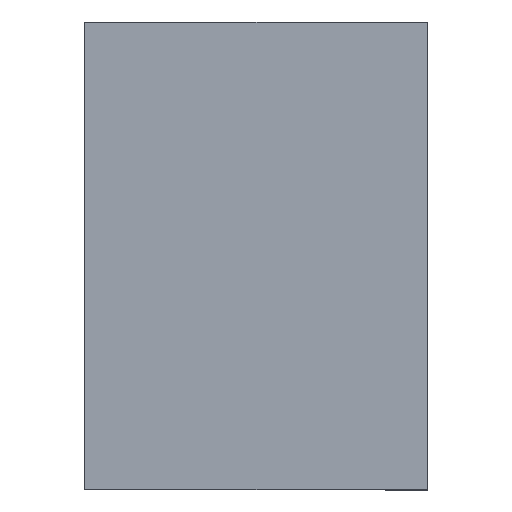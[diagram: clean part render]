
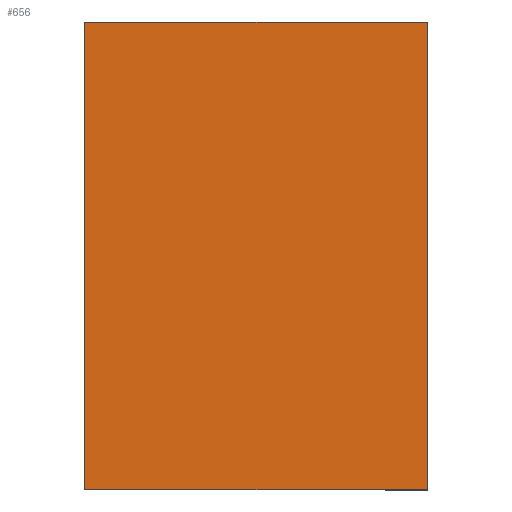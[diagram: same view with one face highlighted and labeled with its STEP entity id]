
A CAD part, top view. The second image highlights one B-rep face of the part: STEP entity #656.
In plain terms, the highlighted planar face has unit normal (0, 0, 1).
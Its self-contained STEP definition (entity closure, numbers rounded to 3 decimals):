
#166 = CARTESIAN_POINT ( 'NONE',  ( 30., 82., 27.5 ) ) ;
#195 = CARTESIAN_POINT ( 'NONE',  ( -30., 82., 27.5 ) ) ;
#224 = VERTEX_POINT ( 'NONE', #1181 ) ;
#368 = EDGE_LOOP ( 'NONE', ( #2371, #2510, #707, #2505 ) ) ;
#414 = DIRECTION ( 'NONE',  ( 0., -1., 0. ) ) ;
#422 = VERTEX_POINT ( 'NONE', #166 ) ;
#449 = VECTOR ( 'NONE', #1673, 1000. ) ;
#656 = ADVANCED_FACE ( 'NONE', ( #729 ), #1111, .T. ) ;
#707 = ORIENTED_EDGE ( 'NONE', *, *, #2066, .T. ) ;
#722 = LINE ( 'NONE', #2373, #449 ) ;
#729 = FACE_OUTER_BOUND ( 'NONE', #368, .T. ) ;
#1111 = PLANE ( 'NONE',  #2706 ) ;
#1115 = LINE ( 'NONE', #1851, #1319 ) ;
#1178 = DIRECTION ( 'NONE',  ( 0., 1., 0. ) ) ;
#1181 = CARTESIAN_POINT ( 'NONE',  ( 30., 0., 27.5 ) ) ;
#1316 = VECTOR ( 'NONE', #2167, 1000. ) ;
#1319 = VECTOR ( 'NONE', #2531, 1000. ) ;
#1354 = CARTESIAN_POINT ( 'NONE',  ( -30., 0., 27.5 ) ) ;
#1377 = EDGE_CURVE ( 'NONE', #1436, #224, #1115, .T. ) ;
#1406 = CARTESIAN_POINT ( 'NONE',  ( -30., -81.394, 27.5 ) ) ;
#1436 = VERTEX_POINT ( 'NONE', #1354 ) ;
#1511 = DIRECTION ( 'NONE',  ( 0., 0., 1. ) ) ;
#1523 = LINE ( 'NONE', #195, #1316 ) ;
#1553 = LINE ( 'NONE', #1406, #2011 ) ;
#1570 = EDGE_CURVE ( 'NONE', #2377, #422, #1523, .T. ) ;
#1673 = DIRECTION ( 'NONE',  ( 0., 1., 0. ) ) ;
#1851 = CARTESIAN_POINT ( 'NONE',  ( -30., 0., 27.5 ) ) ;
#2011 = VECTOR ( 'NONE', #1178, 1000. ) ;
#2066 = EDGE_CURVE ( 'NONE', #224, #422, #722, .T. ) ;
#2167 = DIRECTION ( 'NONE',  ( 1., 0., 0. ) ) ;
#2170 = CARTESIAN_POINT ( 'NONE',  ( -30., -81.394, 27.5 ) ) ;
#2371 = ORIENTED_EDGE ( 'NONE', *, *, #2489, .F. ) ;
#2373 = CARTESIAN_POINT ( 'NONE',  ( 30., -81.394, 27.5 ) ) ;
#2377 = VERTEX_POINT ( 'NONE', #2447 ) ;
#2447 = CARTESIAN_POINT ( 'NONE',  ( -30., 82., 27.5 ) ) ;
#2489 = EDGE_CURVE ( 'NONE', #1436, #2377, #1553, .T. ) ;
#2505 = ORIENTED_EDGE ( 'NONE', *, *, #1570, .F. ) ;
#2510 = ORIENTED_EDGE ( 'NONE', *, *, #1377, .T. ) ;
#2531 = DIRECTION ( 'NONE',  ( 1., 0., 0. ) ) ;
#2706 = AXIS2_PLACEMENT_3D ( 'NONE', #2170, #1511, #414 ) ;
